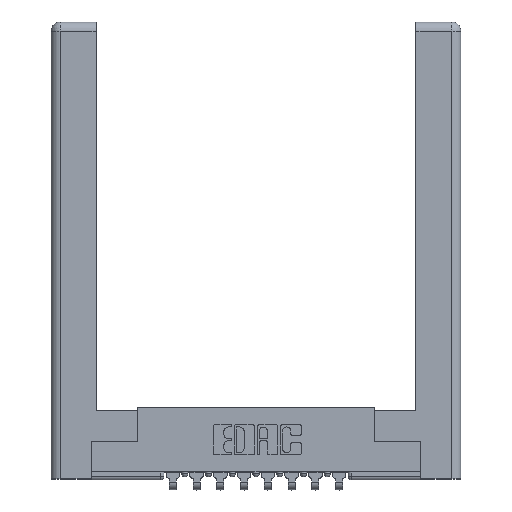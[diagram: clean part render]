
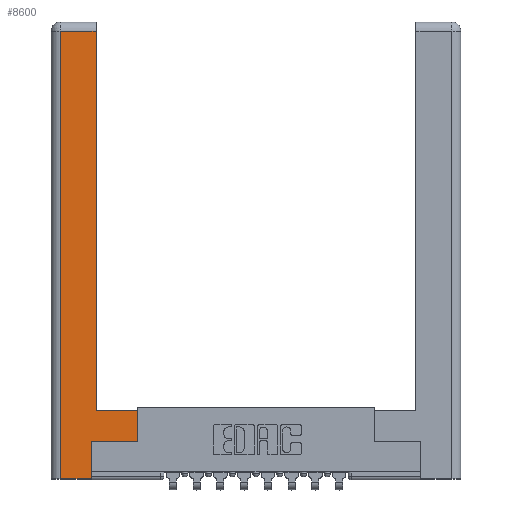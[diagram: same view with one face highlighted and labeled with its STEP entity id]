
A CAD part, top view. The second image highlights one B-rep face of the part: STEP entity #8600.
In plain terms, the highlighted planar face has unit normal (0, 0, 1).
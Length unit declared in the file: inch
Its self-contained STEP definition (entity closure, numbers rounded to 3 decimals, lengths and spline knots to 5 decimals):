
#408 = VECTOR ( 'NONE', #10178, 39.37008 ) ;
#468 = VERTEX_POINT ( 'NONE', #12052 ) ;
#479 = ORIENTED_EDGE ( 'NONE', *, *, #9749, .T. ) ;
#545 = LINE ( 'NONE', #6663, #9805 ) ;
#806 = CARTESIAN_POINT ( 'NONE',  ( 0.265, 0., 0. ) ) ;
#883 = DIRECTION ( 'NONE',  ( -1., 0., 0. ) ) ;
#966 = EDGE_CURVE ( 'NONE', #5287, #12416, #6419, .T. ) ;
#1102 = VECTOR ( 'NONE', #8712, 39.37008 ) ;
#1145 = CARTESIAN_POINT ( 'NONE',  ( 0.295, 0.45, 0. ) ) ;
#1463 = EDGE_CURVE ( 'NONE', #12416, #468, #3500, .T. ) ;
#1636 = EDGE_CURVE ( 'NONE', #3931, #8951, #8199, .T. ) ;
#1971 = VECTOR ( 'NONE', #12355, 39.37008 ) ;
#2166 = CARTESIAN_POINT ( 'NONE',  ( 0.565, 0.45, 0. ) ) ;
#2478 = VERTEX_POINT ( 'NONE', #7393 ) ;
#2568 = CARTESIAN_POINT ( 'NONE',  ( 0.265, 0.245, 0. ) ) ;
#2765 = VERTEX_POINT ( 'NONE', #3866 ) ;
#2792 = DIRECTION ( 'NONE',  ( 0., 1., 0. ) ) ;
#2812 = VECTOR ( 'NONE', #10157, 39.37008 ) ;
#3051 = FACE_OUTER_BOUND ( 'NONE', #13135, .T. ) ;
#3180 = ORIENTED_EDGE ( 'NONE', *, *, #1636, .T. ) ;
#3426 = VECTOR ( 'NONE', #11826, 39.37008 ) ;
#3500 = LINE ( 'NONE', #12224, #2812 ) ;
#3587 = CARTESIAN_POINT ( 'NONE',  ( 0.0615, 0., 0. ) ) ;
#3866 = CARTESIAN_POINT ( 'NONE',  ( 0.0615, 2.94, 0. ) ) ;
#3885 = ORIENTED_EDGE ( 'NONE', *, *, #7355, .T. ) ;
#3907 = DIRECTION ( 'NONE',  ( 0., 0., -1. ) ) ;
#3931 = VERTEX_POINT ( 'NONE', #10168 ) ;
#4715 = LINE ( 'NONE', #3587, #1102 ) ;
#4766 = CARTESIAN_POINT ( 'NONE',  ( 0.565, 0.45, 0. ) ) ;
#5287 = VERTEX_POINT ( 'NONE', #2166 ) ;
#5479 = ORIENTED_EDGE ( 'NONE', *, *, #1463, .T. ) ;
#6419 = LINE ( 'NONE', #1145, #3426 ) ;
#6663 = CARTESIAN_POINT ( 'NONE',  ( 0.565, 0.245, 0. ) ) ;
#6859 = VERTEX_POINT ( 'NONE', #10351 ) ;
#7285 = CARTESIAN_POINT ( 'NONE',  ( 0.265, 0.245, 0. ) ) ;
#7355 = EDGE_CURVE ( 'NONE', #6859, #3931, #13409, .T. ) ;
#7393 = CARTESIAN_POINT ( 'NONE',  ( 0.565, 0.245, 0. ) ) ;
#7561 = ORIENTED_EDGE ( 'NONE', *, *, #8843, .T. ) ;
#8199 = LINE ( 'NONE', #7285, #12625 ) ;
#8232 = EDGE_CURVE ( 'NONE', #468, #2765, #13375, .T. ) ;
#8600 = ADVANCED_FACE ( 'NONE', ( #3051 ), #9297, .F. ) ;
#8712 = DIRECTION ( 'NONE',  ( 0., -1., 0. ) ) ;
#8843 = EDGE_CURVE ( 'NONE', #8951, #2478, #545, .T. ) ;
#8951 = VERTEX_POINT ( 'NONE', #2568 ) ;
#8969 = DIRECTION ( 'NONE',  ( 0., 1., 0. ) ) ;
#9208 = CARTESIAN_POINT ( 'NONE',  ( 0.295, 0.45, 0. ) ) ;
#9241 = CARTESIAN_POINT ( 'NONE',  ( 0., 0., 0. ) ) ;
#9297 = PLANE ( 'NONE',  #11118 ) ;
#9749 = EDGE_CURVE ( 'NONE', #2765, #6859, #4715, .T. ) ;
#9805 = VECTOR ( 'NONE', #9936, 39.37008 ) ;
#9936 = DIRECTION ( 'NONE',  ( 1., 0., 0. ) ) ;
#10079 = LINE ( 'NONE', #4766, #11429 ) ;
#10157 = DIRECTION ( 'NONE',  ( 0., 1., 0. ) ) ;
#10168 = CARTESIAN_POINT ( 'NONE',  ( 0.265, 0., 0. ) ) ;
#10178 = DIRECTION ( 'NONE',  ( -1., 0., 0. ) ) ;
#10298 = ORIENTED_EDGE ( 'NONE', *, *, #966, .T. ) ;
#10351 = CARTESIAN_POINT ( 'NONE',  ( 0.0615, 0., 0. ) ) ;
#11043 = ORIENTED_EDGE ( 'NONE', *, *, #8232, .T. ) ;
#11118 = AXIS2_PLACEMENT_3D ( 'NONE', #9241, #3907, #883 ) ;
#11429 = VECTOR ( 'NONE', #8969, 39.37008 ) ;
#11431 = ORIENTED_EDGE ( 'NONE', *, *, #12104, .T. ) ;
#11826 = DIRECTION ( 'NONE',  ( -1., 0., 0. ) ) ;
#12052 = CARTESIAN_POINT ( 'NONE',  ( 0.295, 2.94, 0. ) ) ;
#12104 = EDGE_CURVE ( 'NONE', #2478, #5287, #10079, .T. ) ;
#12224 = CARTESIAN_POINT ( 'NONE',  ( 0.295, 3., 0. ) ) ;
#12323 = CARTESIAN_POINT ( 'NONE',  ( 0.0615, 2.94, 0. ) ) ;
#12355 = DIRECTION ( 'NONE',  ( 1., 0., 0. ) ) ;
#12416 = VERTEX_POINT ( 'NONE', #9208 ) ;
#12625 = VECTOR ( 'NONE', #2792, 39.37008 ) ;
#13135 = EDGE_LOOP ( 'NONE', ( #5479, #11043, #479, #3885, #3180, #7561, #11431, #10298 ) ) ;
#13375 = LINE ( 'NONE', #12323, #408 ) ;
#13409 = LINE ( 'NONE', #806, #1971 ) ;
